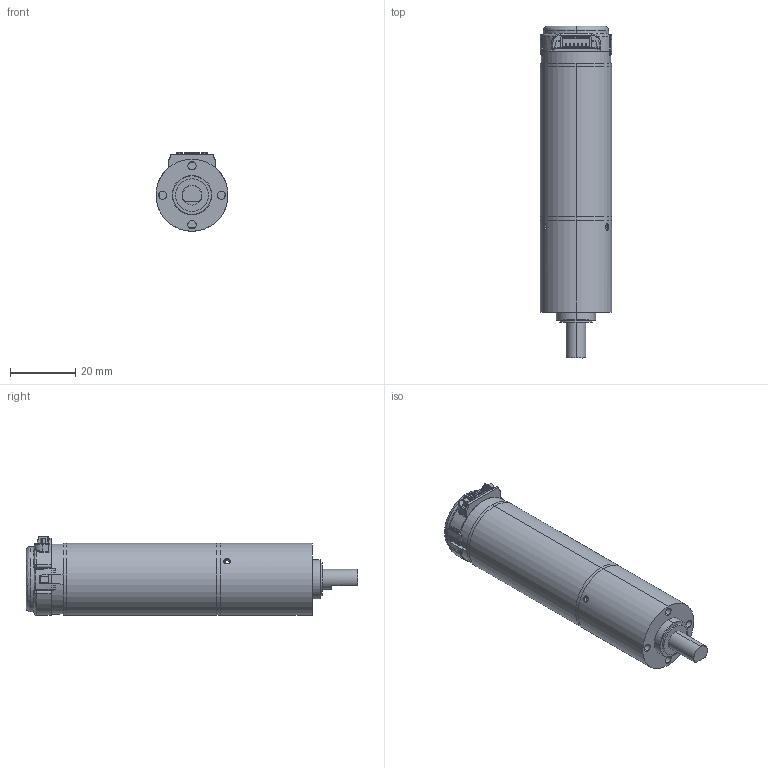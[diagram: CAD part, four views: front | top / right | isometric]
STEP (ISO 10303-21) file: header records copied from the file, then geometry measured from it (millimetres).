
FILE_DESCRIPTION (( 'STEP AP203' ), '1' );
FILE_NAME ('ECU22048+U22+PG22C-0064.STEP', '2020-02-20T01:02:38', ( 'Sky123.Org' ), ( 'Sky123.Org' ), 'SwSTEP 2.0', 'SolidWorks 2014', '' );
FILE_SCHEMA (( 'CONFIG_CONTROL_DESIGN' ));
Length unit declared in the file: millimetre
Products named in the file (1): ECU22048+U22+PG22C-0064
Bounding box: 22 x 101.43 x 23.95 mm (x, y, z)
Surface area: 10087.5 mm2 (no closed solid volume)
Topology: 0 solids, 261 shells, 315 faces, 1604 edges, 1544 vertices
Faces by surface type: plane 167, cylinder 68, bspline 55, cone 25
Entity records: 21941 total; most frequent: CARTESIAN_POINT 10388, DIRECTION 2022, ORIENTED_EDGE 1707, EDGE_CURVE 1600, VERTEX_POINT 1544, LINE 970, VECTOR 970, AXIS2_PLACEMENT_3D 526
